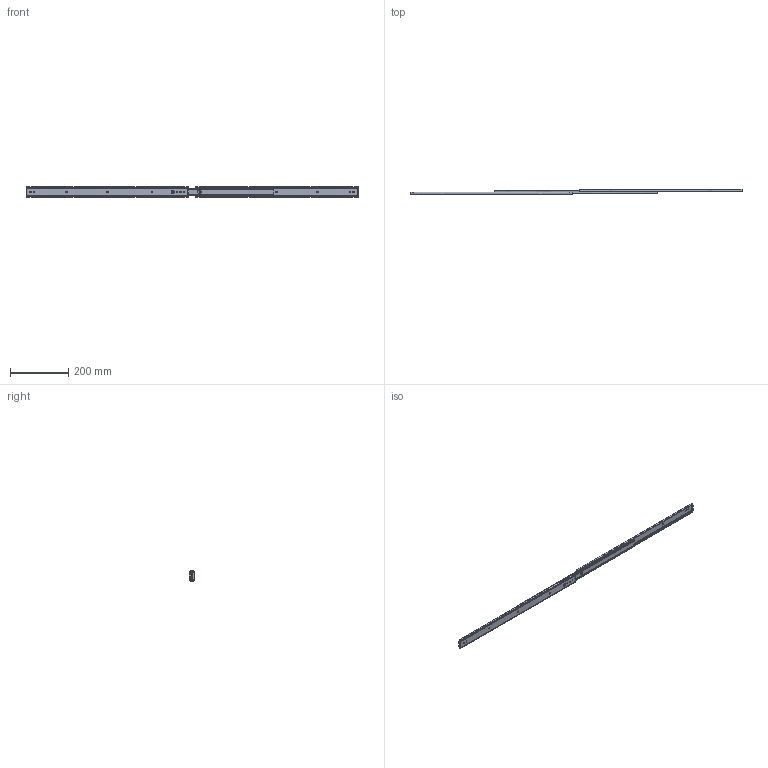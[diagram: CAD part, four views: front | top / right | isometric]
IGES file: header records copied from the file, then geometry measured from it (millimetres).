
Start section: ------------------------------------------------------------------------
Global section: file name: PC15.139452.TM_378E_22_27700.igs; native system: spGate; preprocessor: ver19.8.4 (****-****-****-****); author: Unknown; organization: Unknown; date: 250516.165342; units: millimetre
Bounding box: 1138.85 x 19.2 x 35.29 mm (x, y, z)
Volume: 140547.4 mm3; surface area: 161754.3 mm2
Topology: 3 solids, 3 shells, 274 faces, 826 edges, 552 vertices
Faces by surface type: bspline 274
